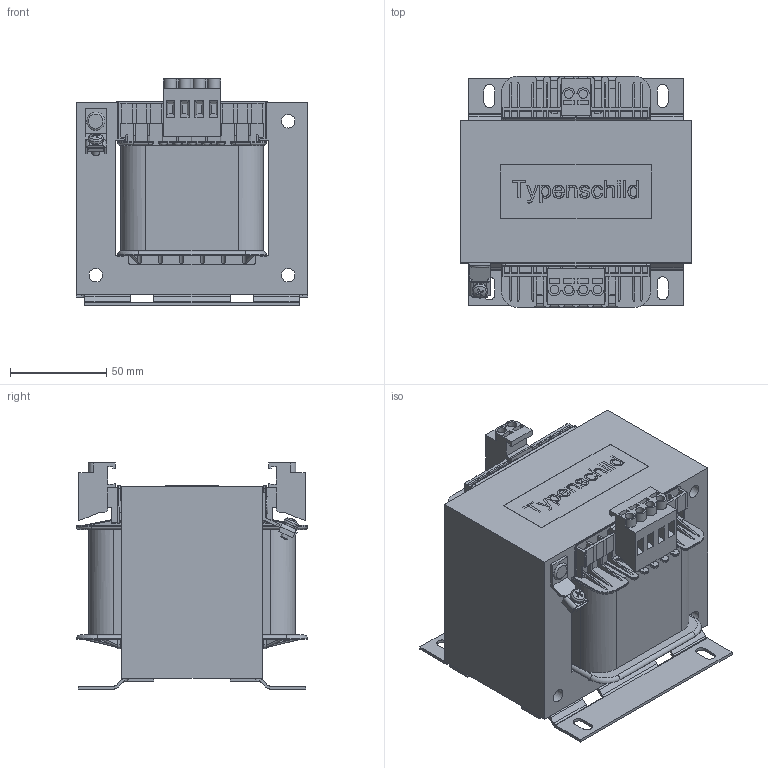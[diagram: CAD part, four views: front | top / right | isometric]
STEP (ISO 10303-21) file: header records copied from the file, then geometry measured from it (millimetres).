
FILE_DESCRIPTION(/* description */ (''),/* implementation_level */ '2;1');
FILE_NAME(/* name */ 'STEN_STEZ0.5.stp',/* time_stamp */ '2020-05-06T10:19:55+02:00',/* author */ ('TrapT'),/* organization */ (''),/* preprocessor_version */ 'ST-DEVELOPER v17.2',/* originating_system */ 'Autodesk Inventor 2019',/* authorisation */ '');
FILE_SCHEMA (('AUTOMOTIVE_DESIGN { 1 0 10303 214 3 1 1 }'));
Length unit declared in the file: millimetre
Products named in the file (1): Bauteil2
Bounding box: 120.3 x 120 x 117.5 mm (x, y, z)
Volume: 1022512 mm3; surface area: 156397.5 mm2
Topology: 1 solids, 1 shells, 1486 faces, 4211 edges, 2742 vertices
Faces by surface type: plane 1031, cylinder 296, bspline 93, torus 54, cone 11, sphere 1
Full cylindrical faces by diameter (mm): 4 x1, 4.5 x6, 4.8 x1, 5 x1, 7 x4, 9.5 x1
Entity records: 51829 total; most frequent: CARTESIAN_POINT 11622, ORIENTED_EDGE 8416, DIRECTION 7536, EDGE_CURVE 4208, LINE 3268, VECTOR 3268, VERTEX_POINT 2742, AXIS2_PLACEMENT_3D 2134
